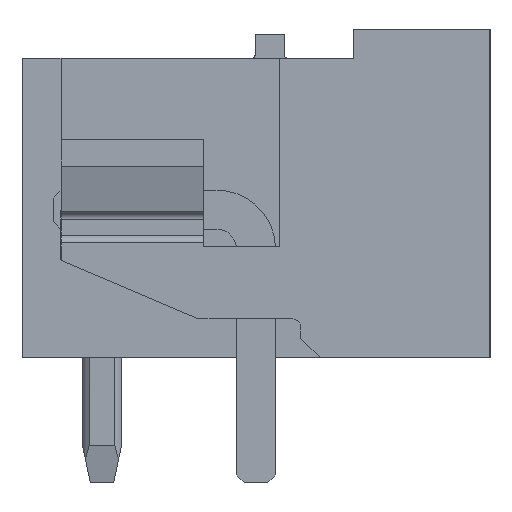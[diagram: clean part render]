
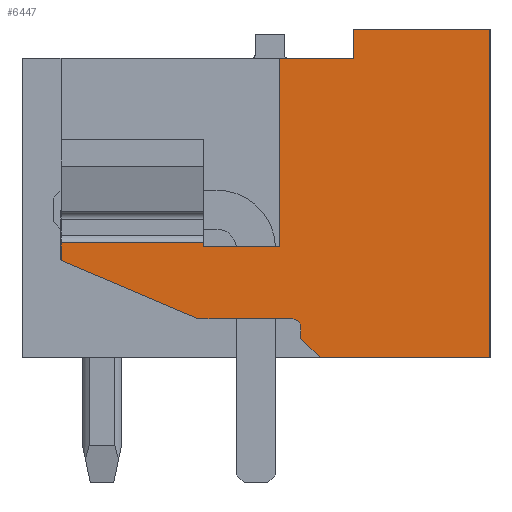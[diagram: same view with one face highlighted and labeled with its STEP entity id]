
A CAD part, left-side view. The second image highlights one B-rep face of the part: STEP entity #6447.
In plain terms, the highlighted planar face has unit normal (-1, 0, 0).
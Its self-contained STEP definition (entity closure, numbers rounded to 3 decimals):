
#6191=AXIS2_PLACEMENT_3D('Circle Axis2P3D',#6189,#6190,$) ;
#6418=AXIS2_PLACEMENT_3D('Plane Axis2P3D',#6415,#6416,#6417) ;
#269=CARTESIAN_POINT('Vertex',(0.,3.5,11.63)) ;
#272=CARTESIAN_POINT('Line Origine',(0.,1.75,11.63)) ;
#276=CARTESIAN_POINT('Vertex',(0.,0.,11.63)) ;
#759=CARTESIAN_POINT('Vertex',(0.,5.4,10.88)) ;
#762=CARTESIAN_POINT('Line Origine',(0.,4.45,10.88)) ;
#766=CARTESIAN_POINT('Vertex',(0.,3.5,10.88)) ;
#1055=CARTESIAN_POINT('Vertex',(0.,0.,3.2)) ;
#1058=CARTESIAN_POINT('Line Origine',(0.,2.177,3.2)) ;
#1062=CARTESIAN_POINT('Vertex',(0.,4.354,3.2)) ;
#3103=CARTESIAN_POINT('Line Origine',(0.,0.,7.415)) ;
#5739=CARTESIAN_POINT('Vertex',(0.,7.35,6.15)) ;
#5742=CARTESIAN_POINT('Line Origine',(0.,7.35,6.1)) ;
#5746=CARTESIAN_POINT('Vertex',(0.,7.35,6.05)) ;
#5853=CARTESIAN_POINT('Line Origine',(0.,9.175,6.15)) ;
#5857=CARTESIAN_POINT('Vertex',(0.,11.,6.15)) ;
#6079=CARTESIAN_POINT('Vertex',(0.,7.464,4.2)) ;
#6084=CARTESIAN_POINT('Line Origine',(0.,9.232,4.95)) ;
#6088=CARTESIAN_POINT('Vertex',(0.,11.,5.7)) ;
#6119=CARTESIAN_POINT('Vertex',(0.,5.054,4.2)) ;
#6124=CARTESIAN_POINT('Line Origine',(0.,6.259,4.2)) ;
#6184=CARTESIAN_POINT('Vertex',(0.,4.854,4.)) ;
#6189=CARTESIAN_POINT('Axis2P3D Location',(0.,5.054,4.)) ;
#6215=CARTESIAN_POINT('Vertex',(0.,4.854,3.7)) ;
#6220=CARTESIAN_POINT('Line Origine',(0.,4.854,3.85)) ;
#6242=CARTESIAN_POINT('Line Origine',(0.,4.604,3.45)) ;
#6268=CARTESIAN_POINT('Vertex',(0.,5.4,6.05)) ;
#6273=CARTESIAN_POINT('Line Origine',(0.,5.4,8.465)) ;
#6323=CARTESIAN_POINT('Line Origine',(0.,6.375,6.05)) ;
#6415=CARTESIAN_POINT('Axis2P3D Location',(0.,0.,0.)) ;
#6420=CARTESIAN_POINT('Line Origine',(0.,11.,5.925)) ;
#6425=CARTESIAN_POINT('Line Origine',(0.,3.5,11.255)) ;
#273=DIRECTION('Vector Direction',(0.,-1.,0.)) ;
#763=DIRECTION('Vector Direction',(0.,1.,0.)) ;
#1059=DIRECTION('Vector Direction',(0.,1.,0.)) ;
#3104=DIRECTION('Vector Direction',(0.,0.,-1.)) ;
#5743=DIRECTION('Vector Direction',(0.,0.,1.)) ;
#5854=DIRECTION('Vector Direction',(0.,1.,0.)) ;
#6085=DIRECTION('Vector Direction',(0.,-0.921,-0.391)) ;
#6125=DIRECTION('Vector Direction',(0.,-1.,0.)) ;
#6190=DIRECTION('Axis2P3D Direction',(-1.,0.,0.)) ;
#6221=DIRECTION('Vector Direction',(0.,0.,-1.)) ;
#6243=DIRECTION('Vector Direction',(0.,-0.707,-0.707)) ;
#6274=DIRECTION('Vector Direction',(0.,0.,1.)) ;
#6324=DIRECTION('Vector Direction',(0.,1.,0.)) ;
#6416=DIRECTION('Axis2P3D Direction',(-1.,0.,0.)) ;
#6417=DIRECTION('Axis2P3D XDirection',(0.,-1.,0.)) ;
#6421=DIRECTION('Vector Direction',(0.,0.,-1.)) ;
#6426=DIRECTION('Vector Direction',(0.,0.,1.)) ;
#274=VECTOR('Line Direction',#273,1.) ;
#764=VECTOR('Line Direction',#763,1.) ;
#1060=VECTOR('Line Direction',#1059,1.) ;
#3105=VECTOR('Line Direction',#3104,1.) ;
#5744=VECTOR('Line Direction',#5743,1.) ;
#5855=VECTOR('Line Direction',#5854,1.) ;
#6086=VECTOR('Line Direction',#6085,1.) ;
#6126=VECTOR('Line Direction',#6125,1.) ;
#6222=VECTOR('Line Direction',#6221,1.) ;
#6244=VECTOR('Line Direction',#6243,1.) ;
#6275=VECTOR('Line Direction',#6274,1.) ;
#6325=VECTOR('Line Direction',#6324,1.) ;
#6422=VECTOR('Line Direction',#6421,1.) ;
#6427=VECTOR('Line Direction',#6426,1.) ;
#6431=ORIENTED_EDGE('',*,*,#5748,.T.) ;
#6432=ORIENTED_EDGE('',*,*,#5859,.T.) ;
#6433=ORIENTED_EDGE('',*,*,#6424,.F.) ;
#6434=ORIENTED_EDGE('',*,*,#6090,.F.) ;
#6435=ORIENTED_EDGE('',*,*,#6128,.F.) ;
#6436=ORIENTED_EDGE('',*,*,#6193,.F.) ;
#6437=ORIENTED_EDGE('',*,*,#6224,.F.) ;
#6438=ORIENTED_EDGE('',*,*,#6246,.F.) ;
#6439=ORIENTED_EDGE('',*,*,#1064,.T.) ;
#6440=ORIENTED_EDGE('',*,*,#3107,.T.) ;
#6441=ORIENTED_EDGE('',*,*,#278,.T.) ;
#6442=ORIENTED_EDGE('',*,*,#6429,.T.) ;
#6443=ORIENTED_EDGE('',*,*,#768,.T.) ;
#6444=ORIENTED_EDGE('',*,*,#6277,.F.) ;
#6445=ORIENTED_EDGE('',*,*,#6327,.F.) ;
#6447=ADVANCED_FACE('Housing',(#6446),#6419,.T.) ;
#6192=CIRCLE('generated circle',#6191,0.2) ;
#278=EDGE_CURVE('',#277,#270,#275,.F.) ;
#768=EDGE_CURVE('',#767,#760,#765,.T.) ;
#1064=EDGE_CURVE('',#1063,#1056,#1061,.F.) ;
#3107=EDGE_CURVE('',#1056,#277,#3106,.F.) ;
#5748=EDGE_CURVE('',#5747,#5740,#5745,.T.) ;
#5859=EDGE_CURVE('',#5740,#5858,#5856,.T.) ;
#6090=EDGE_CURVE('',#6080,#6089,#6087,.F.) ;
#6128=EDGE_CURVE('',#6120,#6080,#6127,.F.) ;
#6193=EDGE_CURVE('',#6185,#6120,#6192,.T.) ;
#6224=EDGE_CURVE('',#6216,#6185,#6223,.F.) ;
#6246=EDGE_CURVE('',#1063,#6216,#6245,.F.) ;
#6277=EDGE_CURVE('',#6269,#760,#6276,.T.) ;
#6327=EDGE_CURVE('',#5747,#6269,#6326,.F.) ;
#6424=EDGE_CURVE('',#6089,#5858,#6423,.F.) ;
#6429=EDGE_CURVE('',#270,#767,#6428,.F.) ;
#6430=EDGE_LOOP('',(#6431,#6432,#6433,#6434,#6435,#6436,#6437,#6438,#6439,#6440,#6441,#6442,#6443,#6444,#6445)) ;
#6446=FACE_OUTER_BOUND('',#6430,.T.) ;
#275=LINE('Line',#272,#274) ;
#765=LINE('Line',#762,#764) ;
#1061=LINE('Line',#1058,#1060) ;
#3106=LINE('Line',#3103,#3105) ;
#5745=LINE('Line',#5742,#5744) ;
#5856=LINE('Line',#5853,#5855) ;
#6087=LINE('Line',#6084,#6086) ;
#6127=LINE('Line',#6124,#6126) ;
#6223=LINE('Line',#6220,#6222) ;
#6245=LINE('Line',#6242,#6244) ;
#6276=LINE('Line',#6273,#6275) ;
#6326=LINE('Line',#6323,#6325) ;
#6423=LINE('Line',#6420,#6422) ;
#6428=LINE('Line',#6425,#6427) ;
#6419=PLANE('',#6418) ;
#270=VERTEX_POINT('',#269) ;
#277=VERTEX_POINT('',#276) ;
#760=VERTEX_POINT('',#759) ;
#767=VERTEX_POINT('',#766) ;
#1056=VERTEX_POINT('',#1055) ;
#1063=VERTEX_POINT('',#1062) ;
#5740=VERTEX_POINT('',#5739) ;
#5747=VERTEX_POINT('',#5746) ;
#5858=VERTEX_POINT('',#5857) ;
#6080=VERTEX_POINT('',#6079) ;
#6089=VERTEX_POINT('',#6088) ;
#6120=VERTEX_POINT('',#6119) ;
#6185=VERTEX_POINT('',#6184) ;
#6216=VERTEX_POINT('',#6215) ;
#6269=VERTEX_POINT('',#6268) ;
